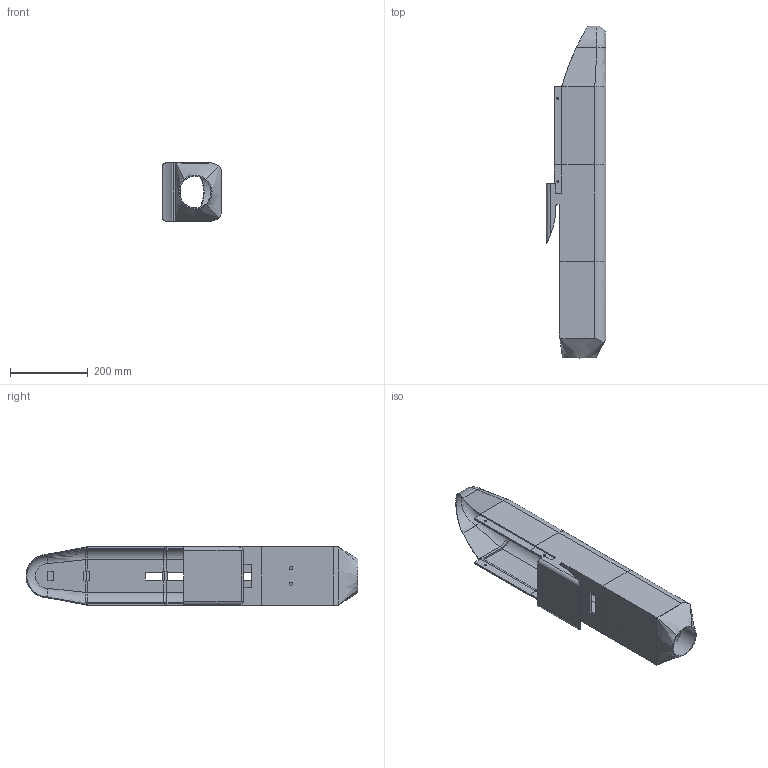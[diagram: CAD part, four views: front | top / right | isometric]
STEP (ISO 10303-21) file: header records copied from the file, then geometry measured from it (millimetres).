
FILE_DESCRIPTION(/* description */ (''),/* implementation_level */ '2;1');
FILE_NAME(/* name */ 'Fueselagev0.2.31.stp',/* time_stamp */ '2025-11-04T17:05:37-05:00',/* author */ ('mateo'),/* organization */ (''),/* preprocessor_version */ 'ST-DEVELOPER v20.1',/* originating_system */ 'Autodesk Inventor 2026',/* authorisation */ '');
FILE_SCHEMA (('AUTOMOTIVE_DESIGN { 1 0 10303 214 3 1 1 }'));
Length unit declared in the file: millimetre
Products named in the file (1): WingBox
Bounding box: 153.04 x 856.25 x 150 mm (x, y, z)
Volume: 2219038.9 mm3; surface area: 804992.5 mm2
Topology: 4 solids, 4 shells, 266 faces, 777 edges, 517 vertices
Faces by surface type: plane 203, cylinder 53, bspline 8, torus 2
Full cylindrical faces by diameter (mm): 5.3 x4, 8.5 x6, 81.45 x1
Entity records: 9106 total; most frequent: CARTESIAN_POINT 1876, ORIENTED_EDGE 1554, DIRECTION 1402, EDGE_CURVE 777, LINE 642, VECTOR 642, VERTEX_POINT 514, AXIS2_PLACEMENT_3D 380
